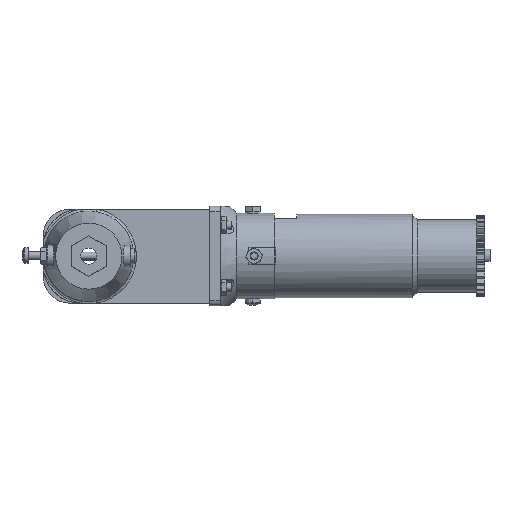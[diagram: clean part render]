
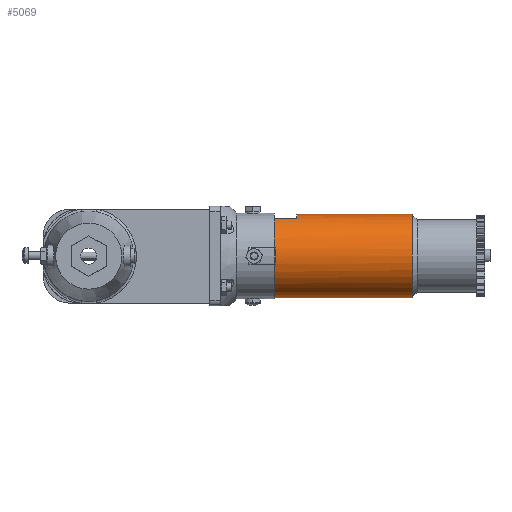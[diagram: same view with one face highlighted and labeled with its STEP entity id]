
A CAD part, front view. The second image highlights one B-rep face of the part: STEP entity #5069.
In plain terms, the highlighted cylindrical face has radius 15.5 mm (diameter 31 mm), a partial arc.
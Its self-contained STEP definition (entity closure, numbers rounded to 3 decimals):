
#92 = DIRECTION ( 'NONE',  ( 0., -1., 0. ) ) ;
#236 = CARTESIAN_POINT ( 'NONE',  ( 7., 65., -13.829 ) ) ;
#532 = CARTESIAN_POINT ( 'NONE',  ( 0., 22., -15.5 ) ) ;
#570 = CARTESIAN_POINT ( 'NONE',  ( 0., 72.934, 0. ) ) ;
#781 = EDGE_CURVE ( 'NONE', #22266, #14280, #2638, .T. ) ;
#874 = VERTEX_POINT ( 'NONE', #15081 ) ;
#1252 = DIRECTION ( 'NONE',  ( 0., 1., 0. ) ) ;
#1457 = EDGE_CURVE ( 'NONE', #14280, #6315, #19797, .T. ) ;
#1487 = DIRECTION ( 'NONE',  ( 0., -1., 0. ) ) ;
#2083 = DIRECTION ( 'NONE',  ( 0., -1., 0. ) ) ;
#2123 = LINE ( 'NONE', #22225, #13144 ) ;
#2316 = VECTOR ( 'NONE', #6736, 1000. ) ;
#2451 = CARTESIAN_POINT ( 'NONE',  ( 0., 65., 0. ) ) ;
#2638 = CIRCLE ( 'NONE', #20012, 15.5 ) ;
#2768 = DIRECTION ( 'NONE',  ( 0., -1., 0. ) ) ;
#3327 = CYLINDRICAL_SURFACE ( 'NONE', #6203, 15.5 ) ;
#3477 = VERTEX_POINT ( 'NONE', #23138 ) ;
#3583 = VERTEX_POINT ( 'NONE', #19917 ) ;
#4019 = CARTESIAN_POINT ( 'NONE',  ( 15.5, 82.755, 0. ) ) ;
#4053 = CIRCLE ( 'NONE', #18002, 15.5 ) ;
#4074 = CARTESIAN_POINT ( 'NONE',  ( 0., 82.755, 0. ) ) ;
#4430 = VECTOR ( 'NONE', #92, 1000. ) ;
#4764 = VERTEX_POINT ( 'NONE', #9052 ) ;
#4770 = CIRCLE ( 'NONE', #20946, 15.5 ) ;
#5069 = ADVANCED_FACE ( '�����1', ( #8956, #22757 ), #3327, .T. ) ;
#5233 = ORIENTED_EDGE ( 'NONE', *, *, #19413, .F. ) ;
#5791 = DIRECTION ( 'NONE',  ( 0., -1., 0. ) ) ;
#6203 = AXIS2_PLACEMENT_3D ( 'NONE', #2451, #5791, #16609 ) ;
#6315 = VERTEX_POINT ( 'NONE', #18038 ) ;
#6736 = DIRECTION ( 'NONE',  ( 0., -1., 0. ) ) ;
#6742 = CARTESIAN_POINT ( 'NONE',  ( 0., 65., 15.5 ) ) ;
#6807 = AXIS2_PLACEMENT_3D ( 'NONE', #15324, #1487, #10325 ) ;
#6915 = DIRECTION ( 'NONE',  ( 0., 0., 1. ) ) ;
#7380 = EDGE_CURVE ( '������4', #13484, #13163, #8287, .T. ) ;
#7534 = CIRCLE ( 'NONE', #6807, 15.5 ) ;
#7567 = AXIS2_PLACEMENT_3D ( 'NONE', #14060, #8864, #6915 ) ;
#7754 = ORIENTED_EDGE ( 'NONE', *, *, #1457, .T. ) ;
#7881 = CARTESIAN_POINT ( 'NONE',  ( 15.207, 82.755, -3. ) ) ;
#8021 = DIRECTION ( 'NONE',  ( 0., 1., 0. ) ) ;
#8287 = LINE ( 'NONE', #13185, #12529 ) ;
#8483 = CARTESIAN_POINT ( 'NONE',  ( 7., 86., -13.829 ) ) ;
#8864 = DIRECTION ( 'NONE',  ( 0., 1., 0. ) ) ;
#8956 = FACE_BOUND ( 'NONE', #15161, .T. ) ;
#9052 = CARTESIAN_POINT ( 'NONE',  ( 0., 22., 15.5 ) ) ;
#9074 = AXIS2_PLACEMENT_3D ( 'NONE', #570, #9622, #20497 ) ;
#9226 = LINE ( 'NONE', #6742, #10930 ) ;
#9622 = DIRECTION ( 'NONE',  ( 0., -1., 0. ) ) ;
#9643 = ORIENTED_EDGE ( 'NONE', *, *, #15842, .F. ) ;
#10325 = DIRECTION ( 'NONE',  ( 0., 0., -1. ) ) ;
#10354 = ORIENTED_EDGE ( 'NONE', *, *, #17760, .T. ) ;
#10640 = EDGE_CURVE ( 'NONE', #19737, #13484, #12147, .T. ) ;
#10930 = VECTOR ( 'NONE', #2768, 1000. ) ;
#11351 = ORIENTED_EDGE ( 'NONE', *, *, #7380, .F. ) ;
#11356 = CIRCLE ( 'NONE', #7567, 15.5 ) ;
#12044 = CARTESIAN_POINT ( 'NONE',  ( 0., 65., 0. ) ) ;
#12147 = CIRCLE ( 'NONE', #13235, 15.5 ) ;
#12183 = EDGE_CURVE ( '������18', #3477, #22266, #11356, .T. ) ;
#12215 = DIRECTION ( 'NONE',  ( 0., 1., 0. ) ) ;
#12529 = VECTOR ( 'NONE', #2083, 1000. ) ;
#13129 = DIRECTION ( 'NONE',  ( 0., 0., 1. ) ) ;
#13144 = VECTOR ( 'NONE', #20190, 1000. ) ;
#13163 = VERTEX_POINT ( 'NONE', #236 ) ;
#13185 = CARTESIAN_POINT ( 'NONE',  ( 7., 86., -13.829 ) ) ;
#13235 = AXIS2_PLACEMENT_3D ( 'NONE', #19125, #12215, #22745 ) ;
#13484 = VERTEX_POINT ( 'NONE', #8483 ) ;
#13980 = ORIENTED_EDGE ( 'NONE', *, *, #16316, .T. ) ;
#14060 = CARTESIAN_POINT ( 'NONE',  ( 0., 82.755, 0. ) ) ;
#14280 = VERTEX_POINT ( 'NONE', #7881 ) ;
#14561 = CIRCLE ( 'NONE', #9074, 15.5 ) ;
#14886 = DIRECTION ( 'NONE',  ( 0., 0., 1. ) ) ;
#15081 = CARTESIAN_POINT ( 'NONE',  ( 0., 65., -15.5 ) ) ;
#15161 = EDGE_LOOP ( 'NONE', ( #13980, #10354, #16325, #17043, #7754, #19141 ) ) ;
#15324 = CARTESIAN_POINT ( 'NONE',  ( 0., 72.934, 0. ) ) ;
#15776 = ORIENTED_EDGE ( 'NONE', *, *, #10640, .F. ) ;
#15842 = EDGE_CURVE ( 'NONE', #874, #22909, #22477, .T. ) ;
#16101 = CARTESIAN_POINT ( 'NONE',  ( 0., 86., 15.5 ) ) ;
#16316 = EDGE_CURVE ( 'NONE', #21397, #3583, #7534, .T. ) ;
#16325 = ORIENTED_EDGE ( 'NONE', *, *, #12183, .T. ) ;
#16609 = DIRECTION ( 'NONE',  ( 0., 0., -1. ) ) ;
#17043 = ORIENTED_EDGE ( 'NONE', *, *, #781, .T. ) ;
#17259 = EDGE_CURVE ( 'NONE', #19737, #4764, #9226, .T. ) ;
#17460 = CARTESIAN_POINT ( 'NONE',  ( 15.5, 72.934, 0. ) ) ;
#17716 = EDGE_CURVE ( 'NONE', #6315, #21397, #14561, .T. ) ;
#17760 = EDGE_CURVE ( 'NONE', #3583, #3477, #2123, .T. ) ;
#18002 = AXIS2_PLACEMENT_3D ( 'NONE', #12044, #1252, #18724 ) ;
#18038 = CARTESIAN_POINT ( 'NONE',  ( 15.207, 72.934, -3. ) ) ;
#18116 = CARTESIAN_POINT ( 'NONE',  ( 0., 65., -15.5 ) ) ;
#18724 = DIRECTION ( 'NONE',  ( 0., 0., 1. ) ) ;
#19125 = CARTESIAN_POINT ( 'NONE',  ( 0., 86., 0. ) ) ;
#19141 = ORIENTED_EDGE ( 'NONE', *, *, #17716, .T. ) ;
#19413 = EDGE_CURVE ( 'NONE', #13163, #874, #4053, .T. ) ;
#19644 = CARTESIAN_POINT ( 'NONE',  ( 0., 22., 0. ) ) ;
#19737 = VERTEX_POINT ( 'NONE', #16101 ) ;
#19797 = LINE ( 'NONE', #22784, #2316 ) ;
#19917 = CARTESIAN_POINT ( 'NONE',  ( 15.207, 72.934, 3. ) ) ;
#20012 = AXIS2_PLACEMENT_3D ( 'NONE', #4074, #8021, #13129 ) ;
#20190 = DIRECTION ( 'NONE',  ( 0., 1., 0. ) ) ;
#20461 = EDGE_LOOP ( 'NONE', ( #15776, #22434, #22809, #9643, #5233, #11351 ) ) ;
#20497 = DIRECTION ( 'NONE',  ( 0., 0., -1. ) ) ;
#20946 = AXIS2_PLACEMENT_3D ( 'NONE', #19644, #21326, #14886 ) ;
#21326 = DIRECTION ( 'NONE',  ( 0., 1., 0. ) ) ;
#21397 = VERTEX_POINT ( 'NONE', #17460 ) ;
#22225 = CARTESIAN_POINT ( 'NONE',  ( 15.207, 65., 3. ) ) ;
#22266 = VERTEX_POINT ( 'NONE', #4019 ) ;
#22434 = ORIENTED_EDGE ( 'NONE', *, *, #17259, .T. ) ;
#22477 = LINE ( 'NONE', #18116, #4430 ) ;
#22745 = DIRECTION ( 'NONE',  ( 0., 0., 1. ) ) ;
#22757 = FACE_OUTER_BOUND ( 'NONE', #20461, .T. ) ;
#22784 = CARTESIAN_POINT ( 'NONE',  ( 15.207, 65., -3. ) ) ;
#22809 = ORIENTED_EDGE ( 'NONE', *, *, #23281, .T. ) ;
#22909 = VERTEX_POINT ( 'NONE', #532 ) ;
#23138 = CARTESIAN_POINT ( 'NONE',  ( 15.207, 82.755, 3. ) ) ;
#23281 = EDGE_CURVE ( 'NONE', #4764, #22909, #4770, .T. ) ;
